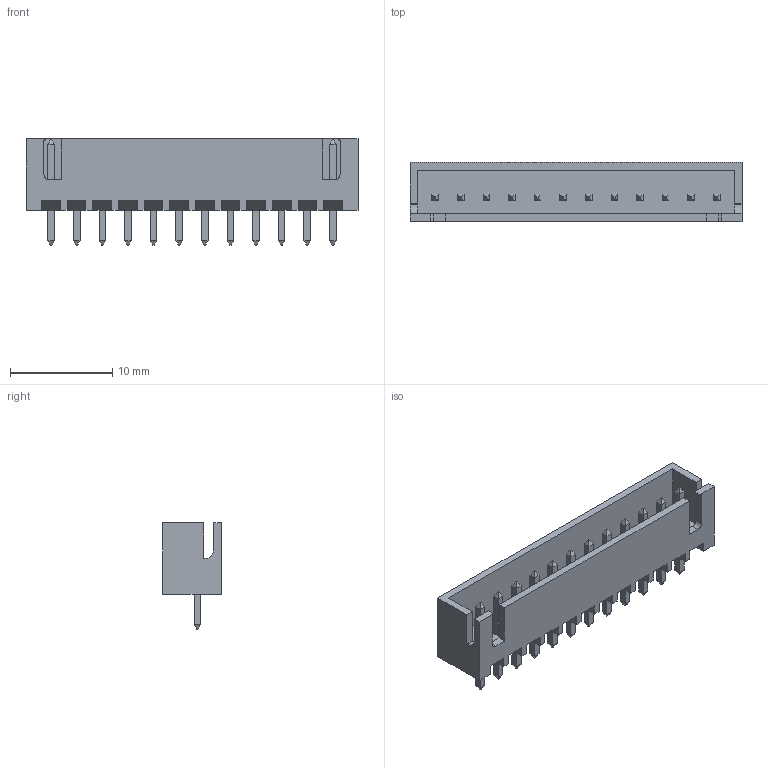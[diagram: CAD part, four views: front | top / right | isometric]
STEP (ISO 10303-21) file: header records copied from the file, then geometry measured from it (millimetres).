
FILE_DESCRIPTION(('FreeCAD Model'),'2;1');
FILE_NAME('B12B-XH-A.step', '2019-08-19T01:05:05',('Author'),(''), 'Open CASCADE STEP processor 6.8','FreeCAD','Unknown');
FILE_SCHEMA(('AUTOMOTIVE_DESIGN_CC2 { 1 2 10303 214 -1 1 5 4 }'));
Length unit declared in the file: millimetre
Products named in the file (1): B12B-XH-A
Bounding box: 32.4 x 5.75 x 10.4 mm (x, y, z)
Volume: 626.1 mm3; surface area: 1491.3 mm2
Topology: 1 solids, 1 shells, 318 faces, 780 edges, 488 vertices
Faces by surface type: plane 312, cylinder 6
Entity records: 11287 total; most frequent: CARTESIAN_POINT 1587, ORIENTED_EDGE 1560, DIRECTION 1430, EDGE_CURVE 780, LINE 768, VECTOR 768, VERTEX_POINT 488, FACE_BOUND 342
